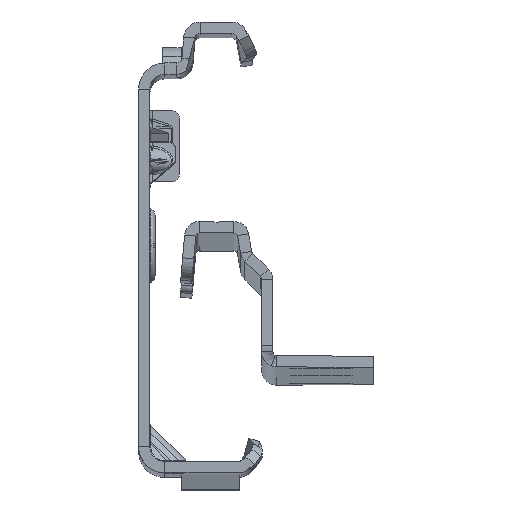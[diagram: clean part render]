
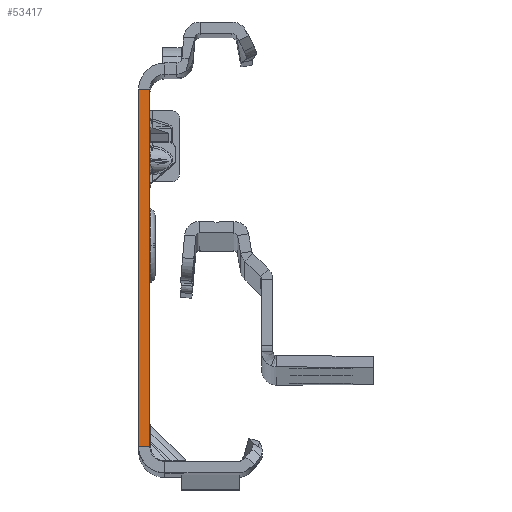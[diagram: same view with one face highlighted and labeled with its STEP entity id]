
A CAD part, top view. The second image highlights one B-rep face of the part: STEP entity #53417.
In plain terms, the highlighted planar face has unit normal (0, 0, 1).
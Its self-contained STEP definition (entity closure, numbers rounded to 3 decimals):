
#2076 = DIRECTION ( 'NONE',  ( 0., -1., 0. ) ) ;
#2542 = ORIENTED_EDGE ( 'NONE', *, *, #13325, .F. ) ;
#3158 = CARTESIAN_POINT ( 'NONE',  ( 0., -27.865, 0. ) ) ;
#4343 = DIRECTION ( 'NONE',  ( 0., -1., 0. ) ) ;
#4553 = ORIENTED_EDGE ( 'NONE', *, *, #6478, .T. ) ;
#4951 = CARTESIAN_POINT ( 'NONE',  ( 0., 22.135, 0. ) ) ;
#5538 = PLANE ( 'NONE',  #21151 ) ;
#6478 = EDGE_CURVE ( 'NONE', #7402, #48712, #29044, .T. ) ;
#7402 = VERTEX_POINT ( 'NONE', #30975 ) ;
#7825 = CARTESIAN_POINT ( 'NONE',  ( 0., -25.865, 0. ) ) ;
#7842 = VECTOR ( 'NONE', #2076, 1000. ) ;
#8169 = CARTESIAN_POINT ( 'NONE',  ( -1.5, -27.865, 0. ) ) ;
#11182 = ORIENTED_EDGE ( 'NONE', *, *, #32403, .T. ) ;
#11630 = LINE ( 'NONE', #7825, #44450 ) ;
#13325 = EDGE_CURVE ( 'NONE', #18447, #48287, #40241, .T. ) ;
#18447 = VERTEX_POINT ( 'NONE', #43353 ) ;
#20676 = ORIENTED_EDGE ( 'NONE', *, *, #40965, .F. ) ;
#21151 = AXIS2_PLACEMENT_3D ( 'NONE', #42330, #35034, #46700 ) ;
#23883 = EDGE_LOOP ( 'NONE', ( #2542, #11182, #4553, #20676 ) ) ;
#25898 = FACE_OUTER_BOUND ( 'NONE', #23883, .T. ) ;
#29044 = LINE ( 'NONE', #8169, #38614 ) ;
#30975 = CARTESIAN_POINT ( 'NONE',  ( -1.5, 22.135, 0. ) ) ;
#32403 = EDGE_CURVE ( 'NONE', #18447, #7402, #42274, .T. ) ;
#35034 = DIRECTION ( 'NONE',  ( 0., 0., 1. ) ) ;
#35680 = CARTESIAN_POINT ( 'NONE',  ( -1.5, -25.865, 0. ) ) ;
#37957 = DIRECTION ( 'NONE',  ( -1., 0., 0. ) ) ;
#38614 = VECTOR ( 'NONE', #4343, 1000. ) ;
#40241 = LINE ( 'NONE', #3158, #7842 ) ;
#40965 = EDGE_CURVE ( 'NONE', #48287, #48712, #11630, .T. ) ;
#41713 = CARTESIAN_POINT ( 'NONE',  ( 0., -25.865, 0. ) ) ;
#42274 = LINE ( 'NONE', #4951, #44891 ) ;
#42330 = CARTESIAN_POINT ( 'NONE',  ( -1.5, -27.865, 0. ) ) ;
#43353 = CARTESIAN_POINT ( 'NONE',  ( 0., 22.135, 0. ) ) ;
#44450 = VECTOR ( 'NONE', #52509, 1000. ) ;
#44891 = VECTOR ( 'NONE', #37957, 1000. ) ;
#46700 = DIRECTION ( 'NONE',  ( 1., 0., 0. ) ) ;
#48287 = VERTEX_POINT ( 'NONE', #41713 ) ;
#48712 = VERTEX_POINT ( 'NONE', #35680 ) ;
#52509 = DIRECTION ( 'NONE',  ( -1., 0., 0. ) ) ;
#53417 = ADVANCED_FACE ( 'NONE', ( #25898 ), #5538, .T. ) ;
